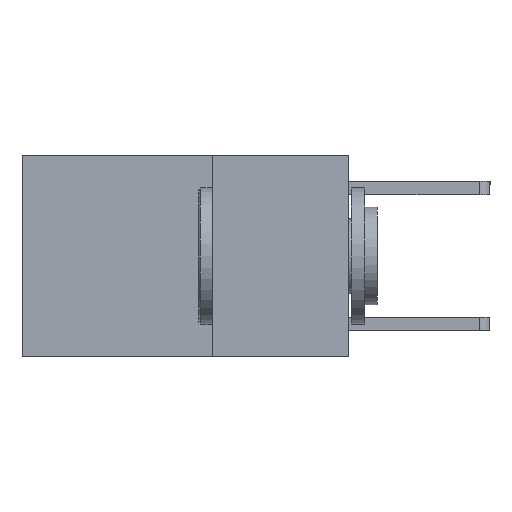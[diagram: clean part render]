
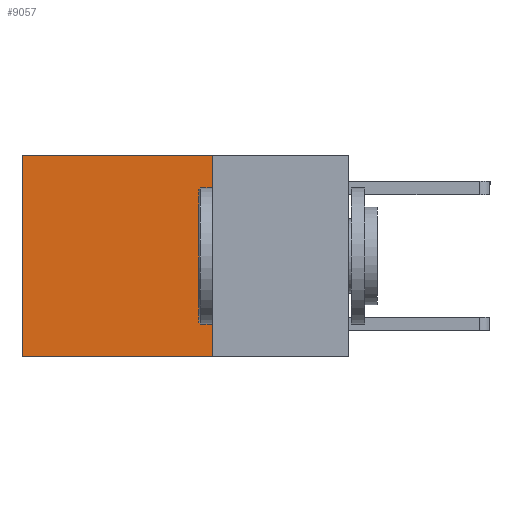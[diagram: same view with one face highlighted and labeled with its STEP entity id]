
A CAD part, left-side view. The second image highlights one B-rep face of the part: STEP entity #9057.
In plain terms, the highlighted planar face has unit normal (-1, 0, 0).
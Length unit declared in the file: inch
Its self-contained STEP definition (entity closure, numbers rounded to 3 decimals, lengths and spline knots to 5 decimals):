
#168 = VECTOR ( 'NONE', #5389, 39.37008 ) ;
#368 = ORIENTED_EDGE ( 'NONE', *, *, #1283, .F. ) ;
#473 = CARTESIAN_POINT ( 'NONE',  ( 0.2625, 0.25, 0. ) ) ;
#1004 = CARTESIAN_POINT ( 'NONE',  ( 0.2625, 0.25, -0.37 ) ) ;
#1140 = EDGE_CURVE ( 'NONE', #4557, #11107, #6337, .T. ) ;
#1283 = EDGE_CURVE ( 'NONE', #9272, #4557, #4392, .T. ) ;
#1483 = EDGE_CURVE ( 'NONE', #9911, #11107, #4683, .T. ) ;
#1922 = CARTESIAN_POINT ( 'NONE',  ( 0.2625, 0.25, -0.37 ) ) ;
#1941 = EDGE_LOOP ( 'NONE', ( #5360, #9011, #368, #5650 ) ) ;
#2068 = DIRECTION ( 'NONE',  ( 0., 1., 0. ) ) ;
#2181 = LINE ( 'NONE', #4723, #10130 ) ;
#3617 = EDGE_CURVE ( 'NONE', #9272, #9911, #2181, .T. ) ;
#4172 = CARTESIAN_POINT ( 'NONE',  ( 0.2625, 0.25, 0. ) ) ;
#4392 = LINE ( 'NONE', #4172, #7950 ) ;
#4449 = CARTESIAN_POINT ( 'NONE',  ( 0.2625, 0.6, 0. ) ) ;
#4557 = VERTEX_POINT ( 'NONE', #1004 ) ;
#4587 = DIRECTION ( 'NONE',  ( 0., 1., 0. ) ) ;
#4683 = LINE ( 'NONE', #4449, #168 ) ;
#4723 = CARTESIAN_POINT ( 'NONE',  ( 0.2625, 0.25, 0. ) ) ;
#5034 = CARTESIAN_POINT ( 'NONE',  ( 0.2625, 0.25, 0. ) ) ;
#5360 = ORIENTED_EDGE ( 'NONE', *, *, #1483, .T. ) ;
#5389 = DIRECTION ( 'NONE',  ( 0., 0., -1. ) ) ;
#5497 = AXIS2_PLACEMENT_3D ( 'NONE', #473, #10104, #6629 ) ;
#5650 = ORIENTED_EDGE ( 'NONE', *, *, #3617, .T. ) ;
#5749 = FACE_OUTER_BOUND ( 'NONE', #1941, .T. ) ;
#6337 = LINE ( 'NONE', #1922, #8136 ) ;
#6629 = DIRECTION ( 'NONE',  ( 0., 0., -1. ) ) ;
#7950 = VECTOR ( 'NONE', #9514, 39.37008 ) ;
#8136 = VECTOR ( 'NONE', #4587, 39.37008 ) ;
#8473 = PLANE ( 'NONE',  #5497 ) ;
#9011 = ORIENTED_EDGE ( 'NONE', *, *, #1140, .F. ) ;
#9057 = ADVANCED_FACE ( 'NONE', ( #5749 ), #8473, .F. ) ;
#9272 = VERTEX_POINT ( 'NONE', #5034 ) ;
#9514 = DIRECTION ( 'NONE',  ( 0., 0., -1. ) ) ;
#9911 = VERTEX_POINT ( 'NONE', #10520 ) ;
#10104 = DIRECTION ( 'NONE',  ( 1., 0., 0. ) ) ;
#10130 = VECTOR ( 'NONE', #2068, 39.37008 ) ;
#10362 = CARTESIAN_POINT ( 'NONE',  ( 0.2625, 0.6, -0.37 ) ) ;
#10520 = CARTESIAN_POINT ( 'NONE',  ( 0.2625, 0.6, 0. ) ) ;
#11107 = VERTEX_POINT ( 'NONE', #10362 ) ;
